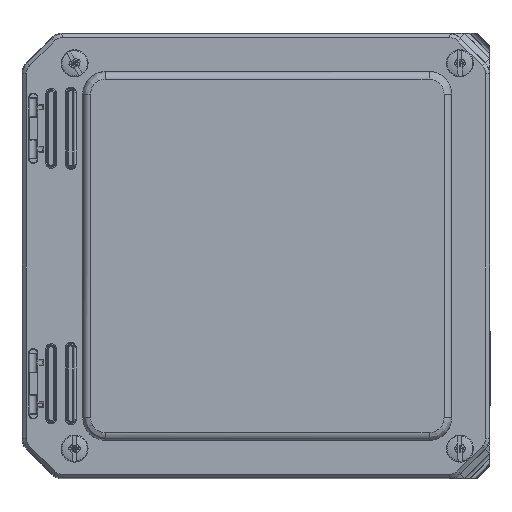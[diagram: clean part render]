
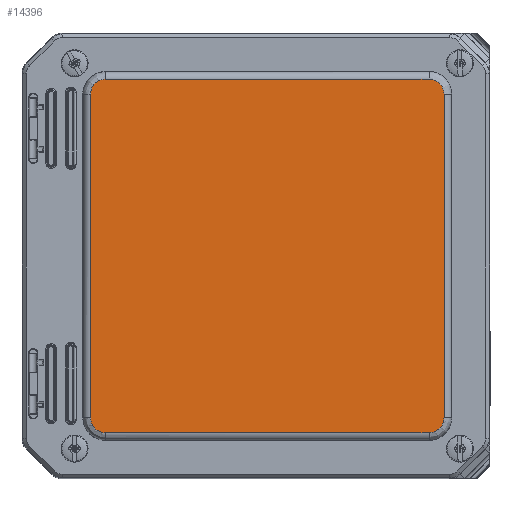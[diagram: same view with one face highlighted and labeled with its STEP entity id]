
A CAD part, top view. The second image highlights one B-rep face of the part: STEP entity #14396.
In plain terms, the highlighted planar face has unit normal (0, 0, 1).
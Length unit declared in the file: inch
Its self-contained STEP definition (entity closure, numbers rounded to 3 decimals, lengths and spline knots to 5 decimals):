
#2125 = CARTESIAN_POINT ( 'NONE',  ( 0., -0.00197, 4.31038 ) ) ;
#4265 = VECTOR ( 'NONE', #107005, 39.37008 ) ;
#6463 = CARTESIAN_POINT ( 'NONE',  ( -2.87945, 2.86349, 4.31038 ) ) ;
#8394 = CARTESIAN_POINT ( 'NONE',  ( 2.9423, -2.69431, 4.31038 ) ) ;
#10294 = B_SPLINE_CURVE_WITH_KNOTS ( 'NONE', 3,
 ( #38828, #11369, #75191, #104010, #112654, #28169, #113468 ),
 .UNSPECIFIED., .F., .F.,
 ( 4, 1, 1, 1, 4 ),
 ( 0., 0.14286, 0.42857, 0.71429, 1. ),
 .UNSPECIFIED. ) ;
#10740 = ORIENTED_EDGE ( 'NONE', *, *, #71297, .F. ) ;
#11369 = CARTESIAN_POINT ( 'NONE',  ( 2.71104, 2.94033, 4.31038 ) ) ;
#11776 = VERTEX_POINT ( 'NONE', #8394 ) ;
#12984 = CARTESIAN_POINT ( 'NONE',  ( 2.80452, -2.92721, 4.31038 ) ) ;
#13132 = ORIENTED_EDGE ( 'NONE', *, *, #70581, .F. ) ;
#13379 = CARTESIAN_POINT ( 'NONE',  ( 2.93809, -2.75041, 4.31038 ) ) ;
#14396 = ADVANCED_FACE ( 'NONE', ( #84101 ), #103847, .F. ) ;
#15125 = CARTESIAN_POINT ( 'NONE',  ( -2.69234, 2.94033, 4.31038 ) ) ;
#17335 = EDGE_CURVE ( 'NONE', #114593, #11776, #36531, .T. ) ;
#17632 = CARTESIAN_POINT ( 'NONE',  ( -2.9423, -2.7317, 4.31038 ) ) ;
#18417 = CARTESIAN_POINT ( 'NONE',  ( -2.86546, -2.88141, 4.31038 ) ) ;
#19322 = CARTESIAN_POINT ( 'NONE',  ( -2.9423, -2.69431, 4.31038 ) ) ;
#21945 = CARTESIAN_POINT ( 'NONE',  ( 2.72974, -2.94427, 4.31038 ) ) ;
#22563 = EDGE_CURVE ( 'NONE', #108569, #63433, #101159, .T. ) ;
#23241 = VECTOR ( 'NONE', #103453, 39.37008 ) ;
#26052 = EDGE_LOOP ( 'NONE', ( #10740, #53241, #121522, #27109, #13132, #34778, #35878, #53586 ) ) ;
#27109 = ORIENTED_EDGE ( 'NONE', *, *, #76137, .F. ) ;
#28169 = CARTESIAN_POINT ( 'NONE',  ( 2.9423, 2.72777, 4.31038 ) ) ;
#34778 = ORIENTED_EDGE ( 'NONE', *, *, #17335, .F. ) ;
#35878 = ORIENTED_EDGE ( 'NONE', *, *, #62597, .F. ) ;
#36054 = CARTESIAN_POINT ( 'NONE',  ( -2.74844, -2.94006, 4.31038 ) ) ;
#36531 = LINE ( 'NONE', #59802, #4265 ) ;
#37859 = CARTESIAN_POINT ( 'NONE',  ( -2.9423, -0.00197, 4.31038 ) ) ;
#38662 = DIRECTION ( 'NONE',  ( 1., 0., 0. ) ) ;
#38828 = CARTESIAN_POINT ( 'NONE',  ( 2.69234, 2.94033, 4.31038 ) ) ;
#39462 = DIRECTION ( 'NONE',  ( -1., 0., 0. ) ) ;
#41222 = CARTESIAN_POINT ( 'NONE',  ( 2.91944, -2.80367, 4.31038 ) ) ;
#41884 = CARTESIAN_POINT ( 'NONE',  ( 2.69234, -2.94427, 4.31038 ) ) ;
#42858 = CARTESIAN_POINT ( 'NONE',  ( 0., 2.94033, 4.31038 ) ) ;
#48231 = LINE ( 'NONE', #37859, #23241 ) ;
#50257 = AXIS2_PLACEMENT_3D ( 'NONE', #2125, #77047, #38662 ) ;
#51885 = VECTOR ( 'NONE', #39462, 39.37008 ) ;
#53241 = ORIENTED_EDGE ( 'NONE', *, *, #88996, .F. ) ;
#53586 = ORIENTED_EDGE ( 'NONE', *, *, #22563, .F. ) ;
#53593 = CARTESIAN_POINT ( 'NONE',  ( -2.80452, 2.92328, 4.31038 ) ) ;
#55251 = CARTESIAN_POINT ( 'NONE',  ( -2.92524, -2.80649, 4.31038 ) ) ;
#59802 = CARTESIAN_POINT ( 'NONE',  ( 2.9423, -0.00197, 4.31038 ) ) ;
#60738 = CARTESIAN_POINT ( 'NONE',  ( -2.69234, 2.94033, 4.31038 ) ) ;
#60834 = DIRECTION ( 'NONE',  ( 1., 0., 0. ) ) ;
#61355 = CARTESIAN_POINT ( 'NONE',  ( -2.93809, 2.74647, 4.31038 ) ) ;
#62571 = CARTESIAN_POINT ( 'NONE',  ( -2.91944, 2.79973, 4.31038 ) ) ;
#62597 = EDGE_CURVE ( 'NONE', #63433, #114593, #10294, .T. ) ;
#63433 = VERTEX_POINT ( 'NONE', #117373 ) ;
#63451 = CARTESIAN_POINT ( 'NONE',  ( -2.9423, -2.69431, 4.31038 ) ) ;
#70581 = EDGE_CURVE ( 'NONE', #11776, #81523, #109463, .T. ) ;
#71297 = EDGE_CURVE ( 'NONE', #117734, #108569, #107801, .T. ) ;
#71907 = CARTESIAN_POINT ( 'NONE',  ( -2.72974, 2.94033, 4.31038 ) ) ;
#73635 = CARTESIAN_POINT ( 'NONE',  ( -2.69234, -2.94427, 4.31038 ) ) ;
#75191 = CARTESIAN_POINT ( 'NONE',  ( 2.76715, 2.93407, 4.31038 ) ) ;
#76137 = EDGE_CURVE ( 'NONE', #81523, #110338, #103168, .T. ) ;
#77047 = DIRECTION ( 'NONE',  ( 0., 0., -1. ) ) ;
#77430 = CARTESIAN_POINT ( 'NONE',  ( 0., -2.94427, 4.31038 ) ) ;
#77609 = CARTESIAN_POINT ( 'NONE',  ( 2.9423, -2.69431, 4.31038 ) ) ;
#79540 = CARTESIAN_POINT ( 'NONE',  ( -2.9423, 2.69037, 4.31038 ) ) ;
#81523 = VERTEX_POINT ( 'NONE', #41884 ) ;
#83510 = EDGE_CURVE ( 'NONE', #110338, #85482, #101106, .T. ) ;
#84101 = FACE_OUTER_BOUND ( 'NONE', #26052, .T. ) ;
#85482 = VERTEX_POINT ( 'NONE', #19322 ) ;
#86712 = CARTESIAN_POINT ( 'NONE',  ( 2.69234, -2.94427, 4.31038 ) ) ;
#88996 = EDGE_CURVE ( 'NONE', #85482, #117734, #48231, .T. ) ;
#90492 = CARTESIAN_POINT ( 'NONE',  ( -2.9423, 2.69037, 4.31038 ) ) ;
#90794 = VECTOR ( 'NONE', #60834, 39.37008 ) ;
#93008 = CARTESIAN_POINT ( 'NONE',  ( -2.71104, -2.94427, 4.31038 ) ) ;
#96212 = CARTESIAN_POINT ( 'NONE',  ( 2.87945, -2.86743, 4.31038 ) ) ;
#97048 = CARTESIAN_POINT ( 'NONE',  ( -2.69234, -2.94427, 4.31038 ) ) ;
#101106 = B_SPLINE_CURVE_WITH_KNOTS ( 'NONE', 3,
 ( #73635, #93008, #36054, #120960, #18417, #55251, #17632, #63451 ),
 .UNSPECIFIED., .F., .F.,
 ( 4, 1, 1, 1, 1, 4 ),
 ( 0., 0.14286, 0.28571, 0.42857, 0.71429, 1. ),
 .UNSPECIFIED. ) ;
#101159 = LINE ( 'NONE', #42858, #90794 ) ;
#103168 = LINE ( 'NONE', #77430, #51885 ) ;
#103453 = DIRECTION ( 'NONE',  ( 0., 1., 0. ) ) ;
#103847 = PLANE ( 'NONE',  #50257 ) ;
#104010 = CARTESIAN_POINT ( 'NONE',  ( 2.85351, 2.89249, 4.31038 ) ) ;
#107005 = DIRECTION ( 'NONE',  ( 0., -1., 0. ) ) ;
#107801 = B_SPLINE_CURVE_WITH_KNOTS ( 'NONE', 3,
 ( #90492, #118850, #61355, #62571, #6463, #53593, #71907, #15125 ),
 .UNSPECIFIED., .F., .F.,
 ( 4, 1, 1, 1, 1, 4 ),
 ( 0., 0.14286, 0.28571, 0.42857, 0.71429, 1. ),
 .UNSPECIFIED. ) ;
#108569 = VERTEX_POINT ( 'NONE', #60738 ) ;
#109463 = B_SPLINE_CURVE_WITH_KNOTS ( 'NONE', 3,
 ( #77609, #116316, #13379, #41222, #96212, #12984, #21945, #86712 ),
 .UNSPECIFIED., .F., .F.,
 ( 4, 1, 1, 1, 1, 4 ),
 ( 0., 0.14286, 0.28571, 0.42857, 0.71429, 1. ),
 .UNSPECIFIED. ) ;
#110338 = VERTEX_POINT ( 'NONE', #97048 ) ;
#112654 = CARTESIAN_POINT ( 'NONE',  ( 2.92524, 2.80254, 4.31038 ) ) ;
#113468 = CARTESIAN_POINT ( 'NONE',  ( 2.9423, 2.69037, 4.31038 ) ) ;
#114593 = VERTEX_POINT ( 'NONE', #118538 ) ;
#116316 = CARTESIAN_POINT ( 'NONE',  ( 2.9423, -2.713, 4.31038 ) ) ;
#117373 = CARTESIAN_POINT ( 'NONE',  ( 2.69234, 2.94033, 4.31038 ) ) ;
#117734 = VERTEX_POINT ( 'NONE', #79540 ) ;
#118538 = CARTESIAN_POINT ( 'NONE',  ( 2.9423, 2.69037, 4.31038 ) ) ;
#118850 = CARTESIAN_POINT ( 'NONE',  ( -2.9423, 2.70907, 4.31038 ) ) ;
#120960 = CARTESIAN_POINT ( 'NONE',  ( -2.8017, -2.92141, 4.31038 ) ) ;
#121522 = ORIENTED_EDGE ( 'NONE', *, *, #83510, .F. ) ;
